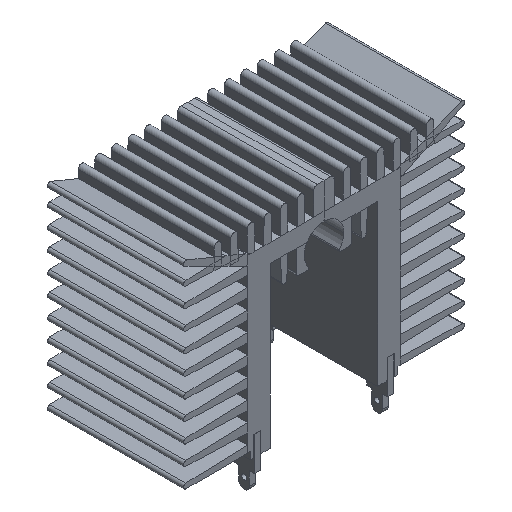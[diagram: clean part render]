
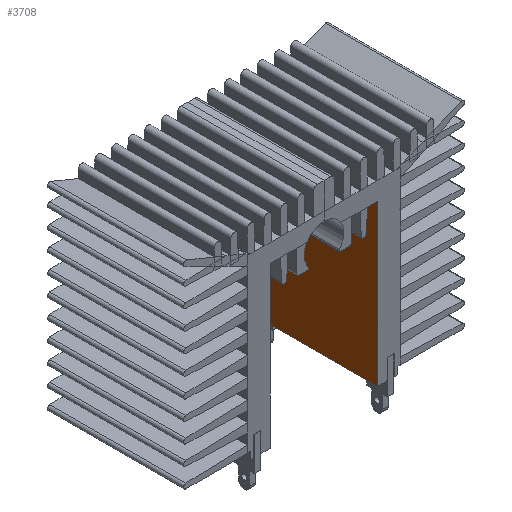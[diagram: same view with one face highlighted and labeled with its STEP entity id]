
A CAD part, isometric view. The second image highlights one B-rep face of the part: STEP entity #3708.
In plain terms, the highlighted planar face has unit normal (-1, 0, 0).
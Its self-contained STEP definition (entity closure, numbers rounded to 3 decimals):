
#2395 = VERTEX_POINT('',#2396);
#2396 = CARTESIAN_POINT('',(10.65,13.5,34.6));
#2402 = EDGE_CURVE('',#2403,#2395,#2405,.T.);
#2403 = VERTEX_POINT('',#2404);
#2404 = CARTESIAN_POINT('',(10.65,13.5,2.8));
#2405 = LINE('',#2406,#2407);
#2406 = CARTESIAN_POINT('',(10.65,13.5,2.8));
#2407 = VECTOR('',#2408,1.);
#2408 = DIRECTION('',(0.,0.,1.));
#2768 = VERTEX_POINT('',#2769);
#2769 = CARTESIAN_POINT('',(10.65,-13.5,34.6));
#2775 = EDGE_CURVE('',#2776,#2768,#2778,.T.);
#2776 = VERTEX_POINT('',#2777);
#2777 = CARTESIAN_POINT('',(10.65,-13.5,2.8));
#2778 = LINE('',#2779,#2780);
#2779 = CARTESIAN_POINT('',(10.65,-13.5,2.8));
#2780 = VECTOR('',#2781,1.);
#2781 = DIRECTION('',(0.,0.,1.));
#3659 = EDGE_CURVE('',#2395,#2768,#3660,.T.);
#3660 = LINE('',#3661,#3662);
#3661 = CARTESIAN_POINT('',(10.65,13.5,34.6));
#3662 = VECTOR('',#3663,1.);
#3663 = DIRECTION('',(0.,-1.,0.));
#3708 = ADVANCED_FACE('',(#3709),#3720,.T.);
#3709 = FACE_BOUND('',#3710,.T.);
#3710 = EDGE_LOOP('',(#3711,#3717,#3718,#3719));
#3711 = ORIENTED_EDGE('',*,*,#3712,.T.);
#3712 = EDGE_CURVE('',#2403,#2776,#3713,.T.);
#3713 = LINE('',#3714,#3715);
#3714 = CARTESIAN_POINT('',(10.65,13.5,2.8));
#3715 = VECTOR('',#3716,1.);
#3716 = DIRECTION('',(0.,-1.,0.));
#3717 = ORIENTED_EDGE('',*,*,#2775,.T.);
#3718 = ORIENTED_EDGE('',*,*,#3659,.F.);
#3719 = ORIENTED_EDGE('',*,*,#2402,.F.);
#3720 = PLANE('',#3721);
#3721 = AXIS2_PLACEMENT_3D('',#3722,#3723,#3724);
#3722 = CARTESIAN_POINT('',(10.65,13.5,2.8));
#3723 = DIRECTION('',(-1.,0.,0.));
#3724 = DIRECTION('',(0.,0.,1.));
